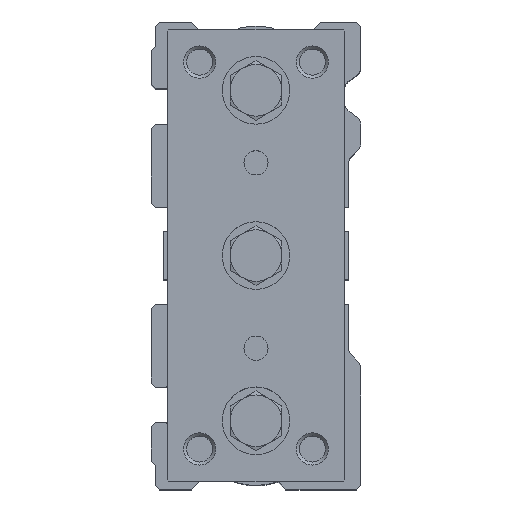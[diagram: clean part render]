
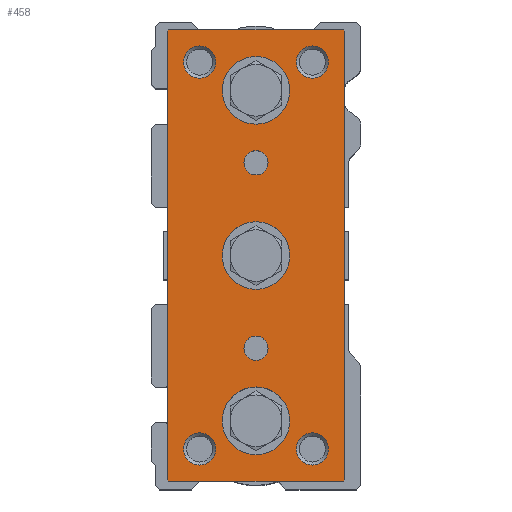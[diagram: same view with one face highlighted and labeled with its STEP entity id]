
A CAD part, top view. The second image highlights one B-rep face of the part: STEP entity #458.
In plain terms, the highlighted planar face has unit normal (0, 0, 1).
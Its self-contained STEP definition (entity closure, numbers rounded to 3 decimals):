
#458 = ADVANCED_FACE( '', ( #1109, #1110, #1111, #1112, #1113, #1114, #1115, #1116, #1117, #1118 ), #1119, .T. );
#1109 = FACE_BOUND( '', #1827, .T. );
#1110 = FACE_BOUND( '', #1828, .T. );
#1111 = FACE_BOUND( '', #1829, .T. );
#1112 = FACE_BOUND( '', #1830, .T. );
#1113 = FACE_BOUND( '', #1831, .T. );
#1114 = FACE_BOUND( '', #1832, .T. );
#1115 = FACE_BOUND( '', #1833, .T. );
#1116 = FACE_BOUND( '', #1834, .T. );
#1117 = FACE_BOUND( '', #1835, .T. );
#1118 = FACE_OUTER_BOUND( '', #1836, .T. );
#1119 = PLANE( '', #1837 );
#1827 = EDGE_LOOP( '', ( #3794 ) );
#1828 = EDGE_LOOP( '', ( #3795 ) );
#1829 = EDGE_LOOP( '', ( #3796 ) );
#1830 = EDGE_LOOP( '', ( #3797 ) );
#1831 = EDGE_LOOP( '', ( #3798 ) );
#1832 = EDGE_LOOP( '', ( #3799 ) );
#1833 = EDGE_LOOP( '', ( #3800 ) );
#1834 = EDGE_LOOP( '', ( #3801 ) );
#1835 = EDGE_LOOP( '', ( #3802 ) );
#1836 = EDGE_LOOP( '', ( #3803, #3804, #3805, #3806, #3807, #3808, #3809, #3810 ) );
#1837 = AXIS2_PLACEMENT_3D( '', #3811, #3812, #3813 );
#3794 = ORIENTED_EDGE( '', *, *, #4723, .T. );
#3795 = ORIENTED_EDGE( '', *, *, #4724, .T. );
#3796 = ORIENTED_EDGE( '', *, *, #4725, .T. );
#3797 = ORIENTED_EDGE( '', *, *, #4704, .F. );
#3798 = ORIENTED_EDGE( '', *, *, #4706, .F. );
#3799 = ORIENTED_EDGE( '', *, *, #4710, .T. );
#3800 = ORIENTED_EDGE( '', *, *, #4714, .T. );
#3801 = ORIENTED_EDGE( '', *, *, #4718, .T. );
#3802 = ORIENTED_EDGE( '', *, *, #4722, .T. );
#3803 = ORIENTED_EDGE( '', *, *, #4646, .T. );
#3804 = ORIENTED_EDGE( '', *, *, #4726, .T. );
#3805 = ORIENTED_EDGE( '', *, *, #4727, .T. );
#3806 = ORIENTED_EDGE( '', *, *, #4728, .T. );
#3807 = ORIENTED_EDGE( '', *, *, #4729, .T. );
#3808 = ORIENTED_EDGE( '', *, *, #4730, .T. );
#3809 = ORIENTED_EDGE( '', *, *, #4731, .T. );
#3810 = ORIENTED_EDGE( '', *, *, #4732, .T. );
#3811 = CARTESIAN_POINT( '', ( 0., 0., 13. ) );
#3812 = DIRECTION( '', ( 0., 0., 1. ) );
#3813 = DIRECTION( '', ( 1., 0., 0. ) );
#4646 = EDGE_CURVE( '', #5669, #5667, #5670, .T. );
#4704 = EDGE_CURVE( '', #5760, #5760, #5761, .T. );
#4706 = EDGE_CURVE( '', #5764, #5764, #5765, .T. );
#4710 = EDGE_CURVE( '', #5772, #5772, #5773, .T. );
#4714 = EDGE_CURVE( '', #5780, #5780, #5781, .T. );
#4718 = EDGE_CURVE( '', #5788, #5788, #5789, .T. );
#4722 = EDGE_CURVE( '', #5796, #5796, #5797, .T. );
#4723 = EDGE_CURVE( '', #5798, #5798, #5799, .T. );
#4724 = EDGE_CURVE( '', #5800, #5800, #5801, .T. );
#4725 = EDGE_CURVE( '', #5802, #5802, #5803, .T. );
#4726 = EDGE_CURVE( '', #5667, #5804, #5805, .T. );
#4727 = EDGE_CURVE( '', #5804, #5806, #5807, .T. );
#4728 = EDGE_CURVE( '', #5806, #5808, #5809, .T. );
#4729 = EDGE_CURVE( '', #5808, #5810, #5811, .T. );
#4730 = EDGE_CURVE( '', #5810, #5812, #5813, .T. );
#4731 = EDGE_CURVE( '', #5812, #5814, #5815, .T. );
#4732 = EDGE_CURVE( '', #5814, #5669, #5816, .T. );
#5667 = VERTEX_POINT( '', #7213 );
#5669 = VERTEX_POINT( '', #7216 );
#5670 = LINE( '', #7217, #7218 );
#5760 = VERTEX_POINT( '', #7361 );
#5761 = CIRCLE( '', #7362, 1.5 );
#5764 = VERTEX_POINT( '', #7365 );
#5765 = CIRCLE( '', #7366, 1.5 );
#5772 = VERTEX_POINT( '', #7373 );
#5773 = CIRCLE( '', #7374, 2. );
#5780 = VERTEX_POINT( '', #7381 );
#5781 = CIRCLE( '', #7382, 2. );
#5788 = VERTEX_POINT( '', #7389 );
#5789 = CIRCLE( '', #7390, 2. );
#5796 = VERTEX_POINT( '', #7397 );
#5797 = CIRCLE( '', #7398, 2. );
#5798 = VERTEX_POINT( '', #7399 );
#5799 = CIRCLE( '', #7400, 4.195 );
#5800 = VERTEX_POINT( '', #7401 );
#5801 = CIRCLE( '', #7402, 4.195 );
#5802 = VERTEX_POINT( '', #7403 );
#5803 = CIRCLE( '', #7404, 4.195 );
#5804 = VERTEX_POINT( '', #7405 );
#5805 = LINE( '', #7406, #7407 );
#5806 = VERTEX_POINT( '', #7408 );
#5807 = LINE( '', #7409, #7410 );
#5808 = VERTEX_POINT( '', #7411 );
#5809 = LINE( '', #7412, #7413 );
#5810 = VERTEX_POINT( '', #7414 );
#5811 = LINE( '', #7415, #7416 );
#5812 = VERTEX_POINT( '', #7417 );
#5813 = LINE( '', #7418, #7419 );
#5814 = VERTEX_POINT( '', #7420 );
#5815 = LINE( '', #7421, #7422 );
#5816 = LINE( '', #7423, #7424 );
#7213 = CARTESIAN_POINT( '', ( -11., 27.8, 13. ) );
#7216 = CARTESIAN_POINT( '', ( -10.8, 28., 13. ) );
#7217 = CARTESIAN_POINT( '', ( -10.8, 28., 13. ) );
#7218 = VECTOR( '', #8441, 1000. );
#7361 = CARTESIAN_POINT( '', ( 1.5, -11.5, 13. ) );
#7362 = AXIS2_PLACEMENT_3D( '', #8558, #8559, #8560 );
#7365 = CARTESIAN_POINT( '', ( 1.5, 11.5, 13. ) );
#7366 = AXIS2_PLACEMENT_3D( '', #8564, #8565, #8566 );
#7373 = CARTESIAN_POINT( '', ( -9., 24., 13. ) );
#7374 = AXIS2_PLACEMENT_3D( '', #8576, #8577, #8578 );
#7381 = CARTESIAN_POINT( '', ( 5., -24., 13. ) );
#7382 = AXIS2_PLACEMENT_3D( '', #8588, #8589, #8590 );
#7389 = CARTESIAN_POINT( '', ( -9., -24., 13. ) );
#7390 = AXIS2_PLACEMENT_3D( '', #8600, #8601, #8602 );
#7397 = CARTESIAN_POINT( '', ( 5., 24., 13. ) );
#7398 = AXIS2_PLACEMENT_3D( '', #8612, #8613, #8614 );
#7399 = CARTESIAN_POINT( '', ( -4.195, 0., 13. ) );
#7400 = AXIS2_PLACEMENT_3D( '', #8615, #8616, #8617 );
#7401 = CARTESIAN_POINT( '', ( -4.195, -20.5, 13. ) );
#7402 = AXIS2_PLACEMENT_3D( '', #8618, #8619, #8620 );
#7403 = CARTESIAN_POINT( '', ( -4.195, 20.5, 13. ) );
#7404 = AXIS2_PLACEMENT_3D( '', #8621, #8622, #8623 );
#7405 = CARTESIAN_POINT( '', ( -11., -27.8, 13. ) );
#7406 = CARTESIAN_POINT( '', ( -11., 27.8, 13. ) );
#7407 = VECTOR( '', #8624, 1000. );
#7408 = CARTESIAN_POINT( '', ( -10.8, -28., 13. ) );
#7409 = CARTESIAN_POINT( '', ( -11., -27.8, 13. ) );
#7410 = VECTOR( '', #8625, 1000. );
#7411 = CARTESIAN_POINT( '', ( 10.8, -28., 13. ) );
#7412 = CARTESIAN_POINT( '', ( -10.8, -28., 13. ) );
#7413 = VECTOR( '', #8626, 1000. );
#7414 = CARTESIAN_POINT( '', ( 11., -27.8, 13. ) );
#7415 = CARTESIAN_POINT( '', ( 10.8, -28., 13. ) );
#7416 = VECTOR( '', #8627, 1000. );
#7417 = CARTESIAN_POINT( '', ( 11., 27.8, 13. ) );
#7418 = CARTESIAN_POINT( '', ( 11., -27.8, 13. ) );
#7419 = VECTOR( '', #8628, 1000. );
#7420 = CARTESIAN_POINT( '', ( 10.8, 28., 13. ) );
#7421 = CARTESIAN_POINT( '', ( 11., 27.8, 13. ) );
#7422 = VECTOR( '', #8629, 1000. );
#7423 = CARTESIAN_POINT( '', ( 10.8, 28., 13. ) );
#7424 = VECTOR( '', #8630, 1000. );
#8441 = DIRECTION( '', ( -0.707, -0.707, 0. ) );
#8558 = CARTESIAN_POINT( '', ( 0., -11.5, 13. ) );
#8559 = DIRECTION( '', ( 0., 0., 1. ) );
#8560 = DIRECTION( '', ( 1., 0., 0. ) );
#8564 = CARTESIAN_POINT( '', ( 0., 11.5, 13. ) );
#8565 = DIRECTION( '', ( 0., 0., 1. ) );
#8566 = DIRECTION( '', ( 1., 0., 0. ) );
#8576 = CARTESIAN_POINT( '', ( -7., 24., 13. ) );
#8577 = DIRECTION( '', ( 0., 0., -1. ) );
#8578 = DIRECTION( '', ( -1., 0., 0. ) );
#8588 = CARTESIAN_POINT( '', ( 7., -24., 13. ) );
#8589 = DIRECTION( '', ( 0., 0., -1. ) );
#8590 = DIRECTION( '', ( -1., 0., 0. ) );
#8600 = CARTESIAN_POINT( '', ( -7., -24., 13. ) );
#8601 = DIRECTION( '', ( 0., 0., -1. ) );
#8602 = DIRECTION( '', ( -1., 0., 0. ) );
#8612 = CARTESIAN_POINT( '', ( 7., 24., 13. ) );
#8613 = DIRECTION( '', ( 0., 0., -1. ) );
#8614 = DIRECTION( '', ( -1., 0., 0. ) );
#8615 = CARTESIAN_POINT( '', ( 0., 0., 13. ) );
#8616 = DIRECTION( '', ( 0., 0., -1. ) );
#8617 = DIRECTION( '', ( -1., 0., 0. ) );
#8618 = CARTESIAN_POINT( '', ( 0., -20.5, 13. ) );
#8619 = DIRECTION( '', ( 0., 0., -1. ) );
#8620 = DIRECTION( '', ( -1., 0., 0. ) );
#8621 = CARTESIAN_POINT( '', ( 0., 20.5, 13. ) );
#8622 = DIRECTION( '', ( 0., 0., -1. ) );
#8623 = DIRECTION( '', ( -1., 0., 0. ) );
#8624 = DIRECTION( '', ( 0., -1., 0. ) );
#8625 = DIRECTION( '', ( 0.707, -0.707, 0. ) );
#8626 = DIRECTION( '', ( 1., 0., 0. ) );
#8627 = DIRECTION( '', ( 0.707, 0.707, 0. ) );
#8628 = DIRECTION( '', ( 0., 1., 0. ) );
#8629 = DIRECTION( '', ( -0.707, 0.707, 0. ) );
#8630 = DIRECTION( '', ( -1., 0., 0. ) );
